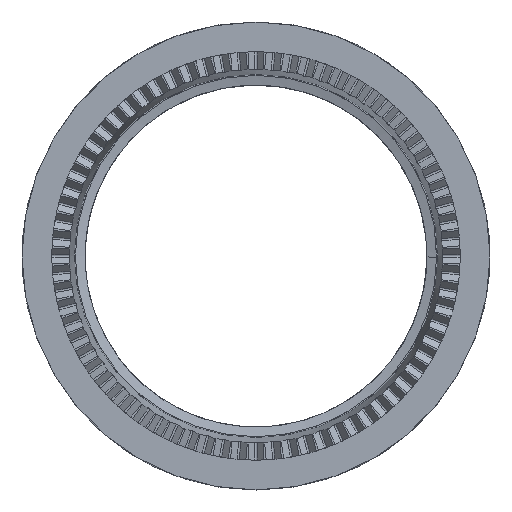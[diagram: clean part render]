
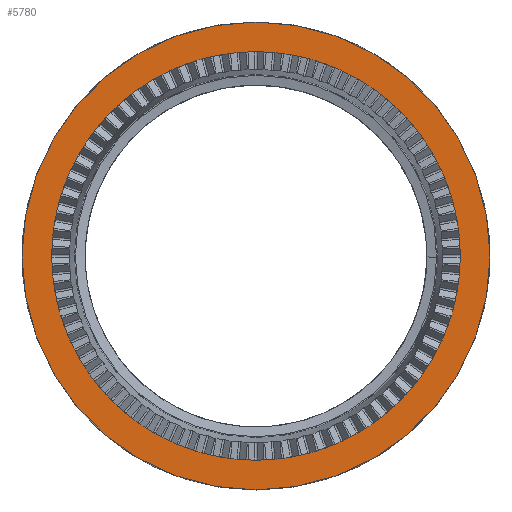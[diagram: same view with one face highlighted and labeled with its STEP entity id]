
A CAD part, top view. The second image highlights one B-rep face of the part: STEP entity #5780.
In plain terms, the highlighted planar face has unit normal (0, 0, 1).
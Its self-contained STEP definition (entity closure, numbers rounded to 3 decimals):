
#118 = EDGE_CURVE('',#119,#121,#123,.T.);
#119 = VERTEX_POINT('',#120);
#120 = CARTESIAN_POINT('',(0.,9.875,
    2.775));
#121 = VERTEX_POINT('',#122);
#122 = CARTESIAN_POINT('',(0.,-15.425,2.775));
#123 = CIRCLE('',#124,12.65);
#124 = AXIS2_PLACEMENT_3D('',#125,#126,#127);
#125 = CARTESIAN_POINT('',(0.,-2.775,2.775));
#126 = DIRECTION('',(-0.,0.,-1.));
#127 = DIRECTION('',(0.,-1.,0.));
#1903 = VERTEX_POINT('',#1904);
#1904 = CARTESIAN_POINT('',(0.,11.725,
    2.775));
#1910 = EDGE_CURVE('',#1911,#1903,#1913,.T.);
#1911 = VERTEX_POINT('',#1912);
#1912 = CARTESIAN_POINT('',(0.,-17.275,2.775));
#1913 = CIRCLE('',#1914,14.5);
#1914 = AXIS2_PLACEMENT_3D('',#1915,#1916,#1917);
#1915 = CARTESIAN_POINT('',(0.,-2.775,2.775));
#1916 = DIRECTION('',(0.,0.,1.));
#1917 = DIRECTION('',(0.,-1.,0.));
#5780 = ADVANCED_FACE('',(#5781,#5791),#5801,.T.);
#5781 = FACE_BOUND('',#5782,.T.);
#5782 = EDGE_LOOP('',(#5783,#5790));
#5783 = ORIENTED_EDGE('',*,*,#5784,.T.);
#5784 = EDGE_CURVE('',#121,#119,#5785,.T.);
#5785 = CIRCLE('',#5786,12.65);
#5786 = AXIS2_PLACEMENT_3D('',#5787,#5788,#5789);
#5787 = CARTESIAN_POINT('',(0.,-2.775,2.775));
#5788 = DIRECTION('',(-0.,0.,-1.));
#5789 = DIRECTION('',(0.,-1.,0.));
#5790 = ORIENTED_EDGE('',*,*,#118,.T.);
#5791 = FACE_BOUND('',#5792,.T.);
#5792 = EDGE_LOOP('',(#5793,#5794));
#5793 = ORIENTED_EDGE('',*,*,#1910,.T.);
#5794 = ORIENTED_EDGE('',*,*,#5795,.T.);
#5795 = EDGE_CURVE('',#1903,#1911,#5796,.T.);
#5796 = CIRCLE('',#5797,14.5);
#5797 = AXIS2_PLACEMENT_3D('',#5798,#5799,#5800);
#5798 = CARTESIAN_POINT('',(0.,-2.775,2.775));
#5799 = DIRECTION('',(0.,0.,1.));
#5800 = DIRECTION('',(0.,-1.,0.));
#5801 = PLANE('',#5802);
#5802 = AXIS2_PLACEMENT_3D('',#5803,#5804,#5805);
#5803 = CARTESIAN_POINT('',(0.,-2.775,2.775));
#5804 = DIRECTION('',(0.,0.,1.));
#5805 = DIRECTION('',(0.,-1.,0.));
